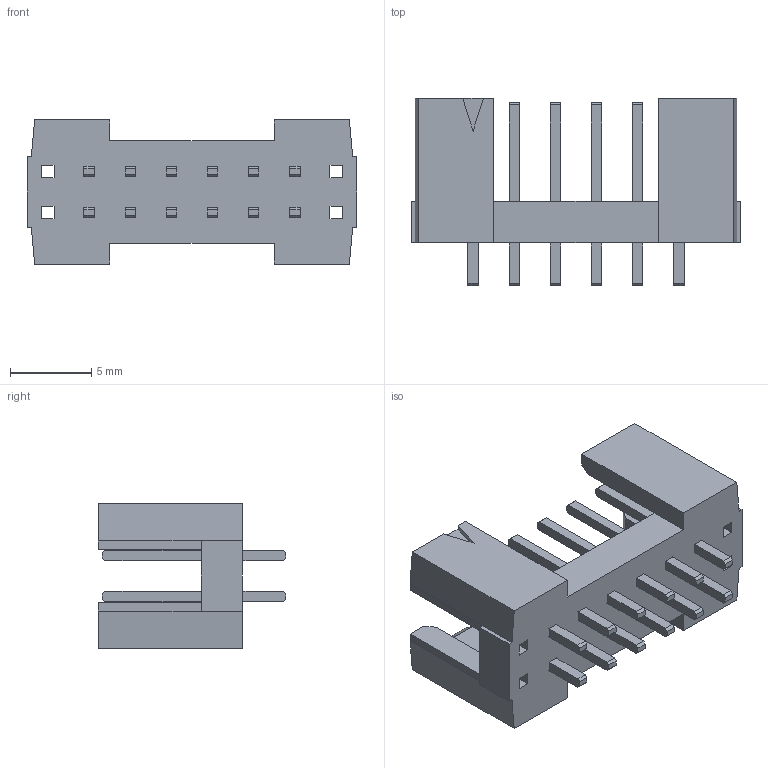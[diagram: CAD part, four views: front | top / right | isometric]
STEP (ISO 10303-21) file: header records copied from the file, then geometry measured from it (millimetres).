
FILE_DESCRIPTION( ( 'STEP AP214' ), '1' );
FILE_NAME( 'TSSH-106-01-T-D.stp', '2019-01-27T16:55:07', ( '' ), ( '' ), ' ', 'PARTsolutions', ' ' );
FILE_SCHEMA( ( 'AUTOMOTIVE_DESIGN { 1 0 10303 214 1 1 1 1 }' ) );
Length unit declared in the file: inch
Products named in the file (3): TSSH-106-01-T-D; _TSSH-106-01-D_header; _T-1S6-06-01-D-
Assembly tree (2 placements, depth 2):
  TSSH-106-01-T-D
    _TSSH-106-01-D_header
    _T-1S6-06-01-D-
Bounding box: 20.32 x 11.56 x 8.89 mm (x, y, z)
Volume: 655.7 mm3; surface area: 1360.3 mm2
Topology: 2 solids, 2 shells, 255 faces, 753 edges, 498 vertices
Faces by surface type: plane 255
Entity records: 5463 total; most frequent: ORIENTED_EDGE 1506, EDGE_CURVE 753, CARTESIAN_POINT 590, LINE 554, VERTEX_POINT 498, EDGE_LOOP 283, STYLED_ITEM 255, ADVANCED_FACE 255
